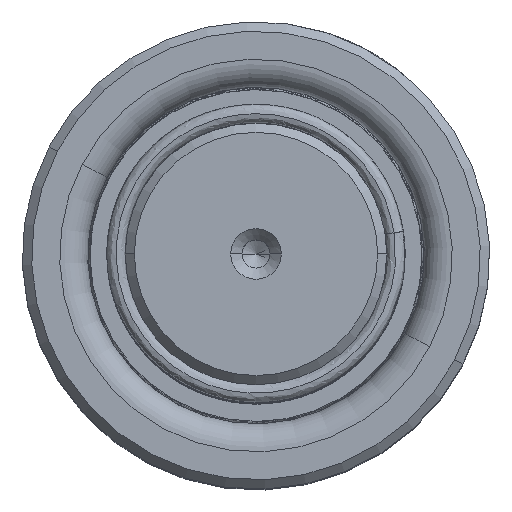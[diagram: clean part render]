
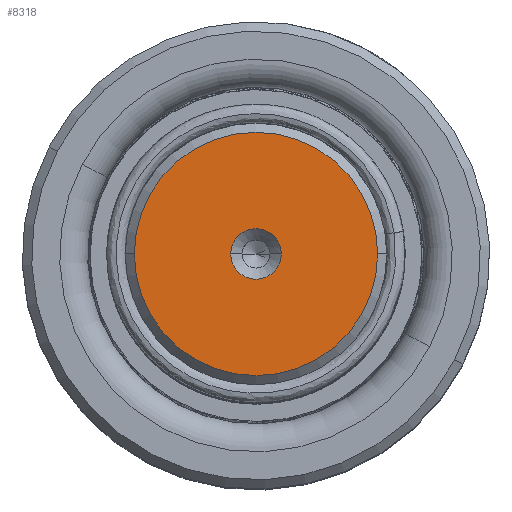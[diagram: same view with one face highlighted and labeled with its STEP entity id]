
A CAD part, top view. The second image highlights one B-rep face of the part: STEP entity #8318.
In plain terms, the highlighted planar face has unit normal (0, 0, 1).
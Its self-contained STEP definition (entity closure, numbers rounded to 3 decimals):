
#3 = EDGE_CURVE ( 'NONE', #30059, #20121, #1722, .T. ) ;
#207 = AXIS2_PLACEMENT_3D ( 'NONE', #30797, #7540, #11452 ) ;
#1722 = CIRCLE ( 'NONE', #15011, 2.7 ) ;
#1738 = DIRECTION ( 'NONE',  ( 1., 0., 0. ) ) ;
#2169 = CIRCLE ( 'NONE', #8911, 13.012 ) ;
#2231 = DIRECTION ( 'NONE',  ( 1., 0., 0. ) ) ;
#2410 = VERTEX_POINT ( 'NONE', #21994 ) ;
#2873 = CARTESIAN_POINT ( 'NONE',  ( -2.7, 0., 160. ) ) ;
#4967 = DIRECTION ( 'NONE',  ( 1., 0., 0. ) ) ;
#6660 = EDGE_CURVE ( 'NONE', #2410, #24265, #2169, .T. ) ;
#7540 = DIRECTION ( 'NONE',  ( 0., 0., 1. ) ) ;
#8318 = ADVANCED_FACE ( 'NONE', ( #15435, #26386 ), #23751, .T. ) ;
#8612 = AXIS2_PLACEMENT_3D ( 'NONE', #47773, #28178, #36294 ) ;
#8911 = AXIS2_PLACEMENT_3D ( 'NONE', #12278, #31955, #4967 ) ;
#9517 = EDGE_CURVE ( 'NONE', #20121, #30059, #37878, .T. ) ;
#11452 = DIRECTION ( 'NONE',  ( 1., 0., 0. ) ) ;
#12278 = CARTESIAN_POINT ( 'NONE',  ( 0., 0., 160. ) ) ;
#13626 = EDGE_CURVE ( 'NONE', #24265, #2410, #29924, .T. ) ;
#13985 = EDGE_LOOP ( 'NONE', ( #49593, #30867 ) ) ;
#15011 = AXIS2_PLACEMENT_3D ( 'NONE', #37198, #48152, #2231 ) ;
#15297 = EDGE_LOOP ( 'NONE', ( #31813, #36249 ) ) ;
#15435 = FACE_BOUND ( 'NONE', #15297, .T. ) ;
#17370 = DIRECTION ( 'NONE',  ( 0., 0., 1. ) ) ;
#20121 = VERTEX_POINT ( 'NONE', #47815 ) ;
#21994 = CARTESIAN_POINT ( 'NONE',  ( -13.012, 0., 160. ) ) ;
#23751 = PLANE ( 'NONE',  #8612 ) ;
#24265 = VERTEX_POINT ( 'NONE', #27259 ) ;
#26386 = FACE_OUTER_BOUND ( 'NONE', #13985, .T. ) ;
#27259 = CARTESIAN_POINT ( 'NONE',  ( 13.012, 0., 160. ) ) ;
#28178 = DIRECTION ( 'NONE',  ( 0., 0., 1. ) ) ;
#29443 = AXIS2_PLACEMENT_3D ( 'NONE', #36363, #17370, #1738 ) ;
#29924 = CIRCLE ( 'NONE', #207, 13.012 ) ;
#30059 = VERTEX_POINT ( 'NONE', #2873 ) ;
#30797 = CARTESIAN_POINT ( 'NONE',  ( 0., 0., 160. ) ) ;
#30867 = ORIENTED_EDGE ( 'NONE', *, *, #13626, .T. ) ;
#31813 = ORIENTED_EDGE ( 'NONE', *, *, #9517, .F. ) ;
#31955 = DIRECTION ( 'NONE',  ( 0., 0., 1. ) ) ;
#36249 = ORIENTED_EDGE ( 'NONE', *, *, #3, .F. ) ;
#36294 = DIRECTION ( 'NONE',  ( 1., 0., 0. ) ) ;
#36363 = CARTESIAN_POINT ( 'NONE',  ( 0., 0., 160. ) ) ;
#37198 = CARTESIAN_POINT ( 'NONE',  ( 0., 0., 160. ) ) ;
#37878 = CIRCLE ( 'NONE', #29443, 2.7 ) ;
#47773 = CARTESIAN_POINT ( 'NONE',  ( 0., 0., 160. ) ) ;
#47815 = CARTESIAN_POINT ( 'NONE',  ( 2.7, 0., 160. ) ) ;
#48152 = DIRECTION ( 'NONE',  ( 0., 0., 1. ) ) ;
#49593 = ORIENTED_EDGE ( 'NONE', *, *, #6660, .T. ) ;
